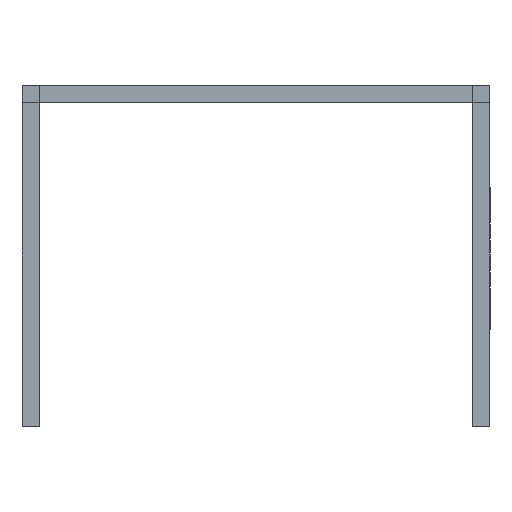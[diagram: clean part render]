
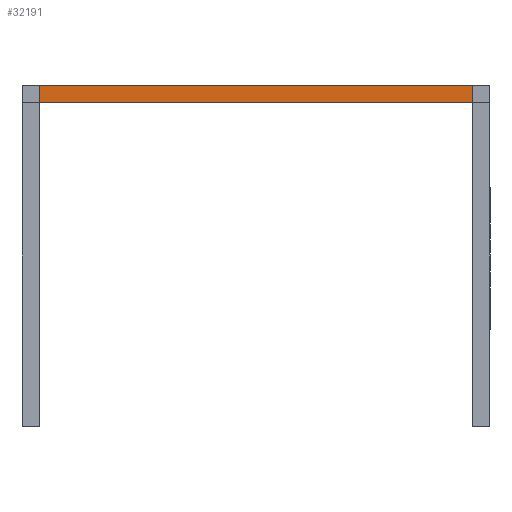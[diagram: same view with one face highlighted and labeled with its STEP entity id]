
A CAD part, front view. The second image highlights one B-rep face of the part: STEP entity #32191.
In plain terms, the highlighted planar face has unit normal (0, -1, 0).
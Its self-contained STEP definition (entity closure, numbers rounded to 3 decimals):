
#1317 = DIRECTION ( 'NONE',  ( 0., 0., -1. ) ) ;
#2232 = EDGE_LOOP ( 'NONE', ( #28413, #11869, #30878, #19004 ) ) ;
#3014 = DIRECTION ( 'NONE',  ( 0., 0., 1. ) ) ;
#3439 = DIRECTION ( 'NONE',  ( 1., 0., 0. ) ) ;
#5043 = CARTESIAN_POINT ( 'NONE',  ( 25.5, -2500., -2. ) ) ;
#5285 = EDGE_CURVE ( 'NONE', #29810, #34732, #21812, .T. ) ;
#5735 = CARTESIAN_POINT ( 'NONE',  ( -25.5, -2500., -2. ) ) ;
#6686 = LINE ( 'NONE', #9866, #27629 ) ;
#7328 = EDGE_CURVE ( 'NONE', #26443, #29810, #6686, .T. ) ;
#8233 = DIRECTION ( 'NONE',  ( 0., 0., 1. ) ) ;
#8363 = AXIS2_PLACEMENT_3D ( 'NONE', #22974, #17592, #1317 ) ;
#8872 = CARTESIAN_POINT ( 'NONE',  ( -27.5, -2500., 0. ) ) ;
#9244 = FACE_OUTER_BOUND ( 'NONE', #2232, .T. ) ;
#9372 = PLANE ( 'NONE',  #8363 ) ;
#9866 = CARTESIAN_POINT ( 'NONE',  ( -27.5, -2500., -2. ) ) ;
#10169 = CARTESIAN_POINT ( 'NONE',  ( 25.5, -2500., 0. ) ) ;
#10687 = LINE ( 'NONE', #8872, #30765 ) ;
#11869 = ORIENTED_EDGE ( 'NONE', *, *, #7328, .T. ) ;
#12691 = VECTOR ( 'NONE', #3014, 1000. ) ;
#15362 = CARTESIAN_POINT ( 'NONE',  ( -25.5, -2500., 0. ) ) ;
#17074 = VECTOR ( 'NONE', #8233, 1000. ) ;
#17592 = DIRECTION ( 'NONE',  ( 0., -1., 0. ) ) ;
#18876 = EDGE_CURVE ( 'NONE', #19718, #34732, #10687, .T. ) ;
#19004 = ORIENTED_EDGE ( 'NONE', *, *, #18876, .F. ) ;
#19718 = VERTEX_POINT ( 'NONE', #15362 ) ;
#21812 = LINE ( 'NONE', #24581, #17074 ) ;
#22974 = CARTESIAN_POINT ( 'NONE',  ( -25.5, -2500., -2. ) ) ;
#23326 = EDGE_CURVE ( 'NONE', #26443, #19718, #34528, .T. ) ;
#23574 = CARTESIAN_POINT ( 'NONE',  ( -25.5, -2500., -2. ) ) ;
#24581 = CARTESIAN_POINT ( 'NONE',  ( 25.5, -2500., -2. ) ) ;
#26443 = VERTEX_POINT ( 'NONE', #23574 ) ;
#27629 = VECTOR ( 'NONE', #28967, 1000. ) ;
#28413 = ORIENTED_EDGE ( 'NONE', *, *, #23326, .F. ) ;
#28967 = DIRECTION ( 'NONE',  ( 1., 0., 0. ) ) ;
#29810 = VERTEX_POINT ( 'NONE', #5043 ) ;
#30765 = VECTOR ( 'NONE', #3439, 1000. ) ;
#30878 = ORIENTED_EDGE ( 'NONE', *, *, #5285, .T. ) ;
#32191 = ADVANCED_FACE ( 'NONE', ( #9244 ), #9372, .T. ) ;
#34528 = LINE ( 'NONE', #5735, #12691 ) ;
#34732 = VERTEX_POINT ( 'NONE', #10169 ) ;
